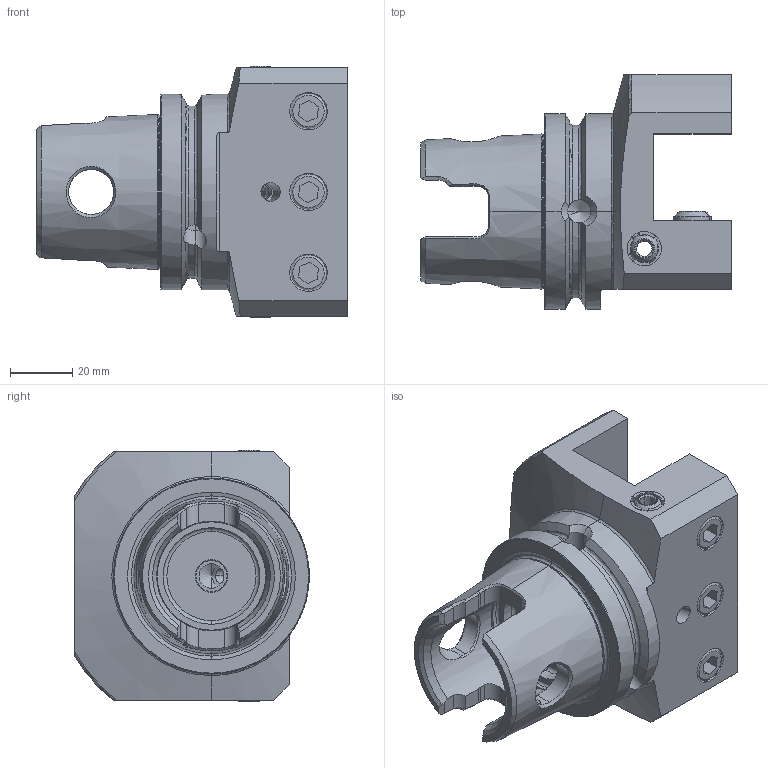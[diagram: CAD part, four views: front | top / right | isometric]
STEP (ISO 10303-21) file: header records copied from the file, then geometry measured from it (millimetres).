
FILE_DESCRIPTION (( 'STEP AP214' ), '1' );
FILE_NAME ('KY6.V25.N11.060.STEP', '2018-12-05T09:51:05', ( 'SWIAdmin' ), ( 'Hewlett-Packard Company' ), 'SwSTEP 2.0', 'SolidWorks 2017', '' );
FILE_SCHEMA (( 'AUTOMOTIVE_DESIGN' ));
Length unit declared in the file: millimetre
Products named in the file (7): KU1-U12.002.010_A; KU1-U12.003.010_B; ISO 4026 - M12 x 25; KY6-V25.N11.060_B; KY6.V25.N11.060; KU1-U12.002.010; DIN 3771 - 8x1.5
Assembly tree (9 placements, depth 3):
  KY6.V25.N11.060
    KY6-V25.N11.060_B
    ISO 4026 - M12 x 25  x3
    KU1-U12.002.010  x2
      KU1-U12.003.010_B
      KU1-U12.002.010_A
      DIN 3771 - 8x1.5
Bounding box: 99.95 x 75.47 x 80.98 mm (x, y, z)
Volume: 230868.8 mm3; surface area: 47455.2 mm2
Topology: 10 solids, 10 shells, 366 faces, 964 edges, 599 vertices
Faces by surface type: plane 106, cone 97, cylinder 92, bspline 32, torus 31, sphere 8
Entity records: 12372 total; most frequent: CARTESIAN_POINT 4650, ORIENTED_EDGE 1480, DIRECTION 1275, EDGE_CURVE 740, AXIS2_PLACEMENT_3D 518, VERTEX_POINT 465, EDGE_LOOP 305, ADVANCED_FACE 284
